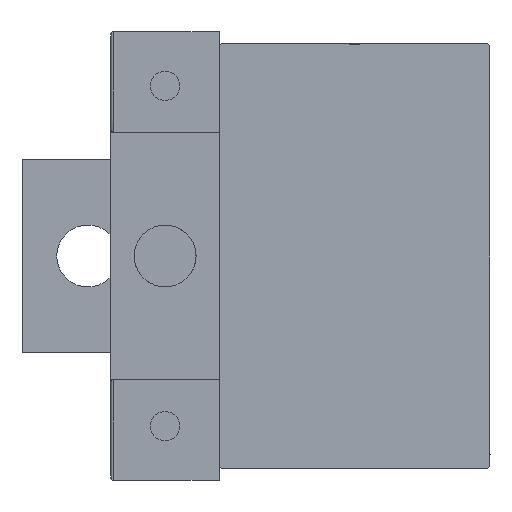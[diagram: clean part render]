
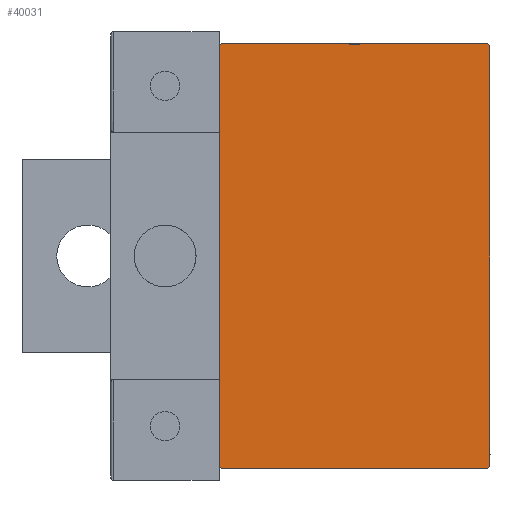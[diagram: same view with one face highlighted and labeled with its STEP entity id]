
A CAD part, left-side view. The second image highlights one B-rep face of the part: STEP entity #40031.
In plain terms, the highlighted face is planar.
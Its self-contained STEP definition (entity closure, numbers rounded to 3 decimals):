
#1142 = VECTOR ( 'NONE', #7668, 1000. ) ;
#2656 = DIRECTION ( 'NONE',  ( 0., 0., -1. ) ) ;
#3266 = DIRECTION ( 'NONE',  ( 0., 1., 0. ) ) ;
#4501 = AXIS2_PLACEMENT_3D ( 'NONE', #37559, #5715, #2656 ) ;
#5251 = EDGE_CURVE ( 'NONE', #30704, #32988, #18554, .T. ) ;
#5354 = ORIENTED_EDGE ( 'NONE', *, *, #36567, .T. ) ;
#5715 = DIRECTION ( 'NONE',  ( 1., 0., 0. ) ) ;
#5808 = VERTEX_POINT ( 'NONE', #46513 ) ;
#6567 = CARTESIAN_POINT ( 'NONE',  ( 56., -22.35, 22.35 ) ) ;
#6698 = DIRECTION ( 'NONE',  ( 0., -1., 0. ) ) ;
#6765 = VECTOR ( 'NONE', #28134, 1000. ) ;
#6988 = CARTESIAN_POINT ( 'NONE',  ( 56., -17.2, -27.5 ) ) ;
#7668 = DIRECTION ( 'NONE',  ( 0., 0.707, -0.707 ) ) ;
#8950 = ORIENTED_EDGE ( 'NONE', *, *, #17121, .T. ) ;
#9357 = DIRECTION ( 'NONE',  ( 0., 0., -1. ) ) ;
#10078 = VECTOR ( 'NONE', #47955, 1000. ) ;
#11954 = CARTESIAN_POINT ( 'NONE',  ( 56., 17.2, 27.5 ) ) ;
#13306 = CARTESIAN_POINT ( 'NONE',  ( 56., 22.35, 22.35 ) ) ;
#13619 = FACE_OUTER_BOUND ( 'NONE', #50138, .T. ) ;
#15515 = EDGE_CURVE ( 'NONE', #32988, #30436, #23544, .T. ) ;
#17004 = CARTESIAN_POINT ( 'NONE',  ( 56., 17.2, -27.5 ) ) ;
#17121 = EDGE_CURVE ( 'NONE', #17354, #30704, #31819, .T. ) ;
#17354 = VERTEX_POINT ( 'NONE', #22887 ) ;
#17731 = EDGE_CURVE ( 'NONE', #33928, #26458, #28840, .T. ) ;
#18047 = CARTESIAN_POINT ( 'NONE',  ( 56., 17.5, -27.5 ) ) ;
#18141 = VECTOR ( 'NONE', #44317, 1000. ) ;
#18189 = PLANE ( 'NONE',  #4501 ) ;
#18554 = LINE ( 'NONE', #42245, #34978 ) ;
#19133 = ORIENTED_EDGE ( 'NONE', *, *, #17731, .T. ) ;
#20728 = ORIENTED_EDGE ( 'NONE', *, *, #5251, .T. ) ;
#21151 = EDGE_CURVE ( 'NONE', #30436, #33928, #45073, .T. ) ;
#21860 = LINE ( 'NONE', #6567, #18141 ) ;
#22405 = EDGE_CURVE ( 'NONE', #30447, #17354, #48081, .T. ) ;
#22887 = CARTESIAN_POINT ( 'NONE',  ( 56., -17.5, -27.2 ) ) ;
#23544 = LINE ( 'NONE', #39102, #6765 ) ;
#24201 = CARTESIAN_POINT ( 'NONE',  ( 56., -22.35, -22.35 ) ) ;
#25345 = VECTOR ( 'NONE', #9357, 1000. ) ;
#26057 = LINE ( 'NONE', #41615, #41787 ) ;
#26458 = VERTEX_POINT ( 'NONE', #11954 ) ;
#28134 = DIRECTION ( 'NONE',  ( 0., 0.707, 0.707 ) ) ;
#28405 = CARTESIAN_POINT ( 'NONE',  ( 56., 17.5, -27.2 ) ) ;
#28541 = ORIENTED_EDGE ( 'NONE', *, *, #35702, .T. ) ;
#28840 = LINE ( 'NONE', #13306, #10078 ) ;
#30436 = VERTEX_POINT ( 'NONE', #28405 ) ;
#30447 = VERTEX_POINT ( 'NONE', #31959 ) ;
#30704 = VERTEX_POINT ( 'NONE', #6988 ) ;
#31819 = LINE ( 'NONE', #24201, #1142 ) ;
#31959 = CARTESIAN_POINT ( 'NONE',  ( 56., -17.5, 27.2 ) ) ;
#32988 = VERTEX_POINT ( 'NONE', #17004 ) ;
#33928 = VERTEX_POINT ( 'NONE', #39656 ) ;
#34096 = ORIENTED_EDGE ( 'NONE', *, *, #21151, .T. ) ;
#34978 = VECTOR ( 'NONE', #3266, 1000. ) ;
#35702 = EDGE_CURVE ( 'NONE', #5808, #30447, #21860, .T. ) ;
#36567 = EDGE_CURVE ( 'NONE', #26458, #5808, #26057, .T. ) ;
#37559 = CARTESIAN_POINT ( 'NONE',  ( 56., 0., 0. ) ) ;
#39102 = CARTESIAN_POINT ( 'NONE',  ( 56., 22.35, -22.35 ) ) ;
#39656 = CARTESIAN_POINT ( 'NONE',  ( 56., 17.5, 27.2 ) ) ;
#40031 = ADVANCED_FACE ( 'NONE', ( #13619 ), #18189, .T. ) ;
#40502 = DIRECTION ( 'NONE',  ( 0., 0., 1. ) ) ;
#41615 = CARTESIAN_POINT ( 'NONE',  ( 56., 17.5, 27.5 ) ) ;
#41787 = VECTOR ( 'NONE', #6698, 1000. ) ;
#42245 = CARTESIAN_POINT ( 'NONE',  ( 56., -17.5, -27.5 ) ) ;
#44272 = CARTESIAN_POINT ( 'NONE',  ( 56., -17.5, 27.5 ) ) ;
#44317 = DIRECTION ( 'NONE',  ( 0., -0.707, -0.707 ) ) ;
#45073 = LINE ( 'NONE', #18047, #45990 ) ;
#45814 = ORIENTED_EDGE ( 'NONE', *, *, #15515, .T. ) ;
#45990 = VECTOR ( 'NONE', #40502, 1000. ) ;
#46513 = CARTESIAN_POINT ( 'NONE',  ( 56., -17.2, 27.5 ) ) ;
#46626 = ORIENTED_EDGE ( 'NONE', *, *, #22405, .T. ) ;
#47955 = DIRECTION ( 'NONE',  ( 0., -0.707, 0.707 ) ) ;
#48081 = LINE ( 'NONE', #44272, #25345 ) ;
#50138 = EDGE_LOOP ( 'NONE', ( #20728, #45814, #34096, #19133, #5354, #28541, #46626, #8950 ) ) ;
